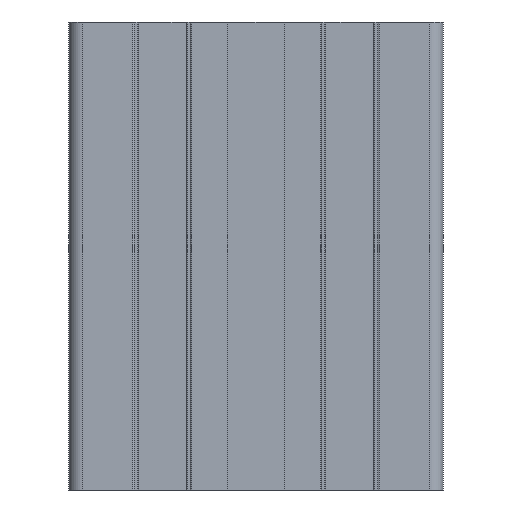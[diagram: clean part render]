
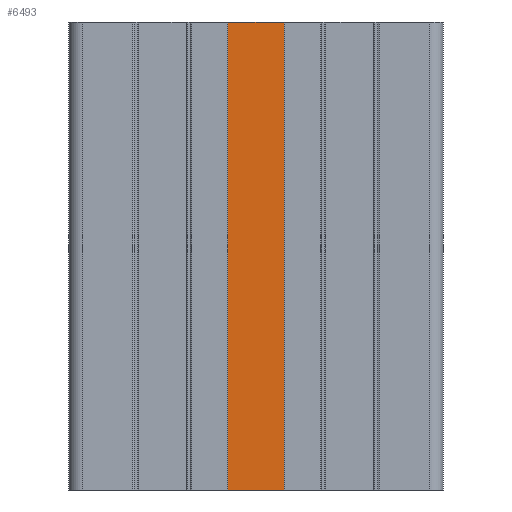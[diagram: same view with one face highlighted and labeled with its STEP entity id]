
A CAD part, left-side view. The second image highlights one B-rep face of the part: STEP entity #6493.
In plain terms, the highlighted planar face has unit normal (-1, 0, 0).
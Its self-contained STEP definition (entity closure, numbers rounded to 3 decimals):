
#85=PLANE('',#7025);
#339=FACE_OUTER_BOUND('',#687,.T.);
#687=EDGE_LOOP('',(#5301,#5302,#5303,#5304));
#1027=LINE('',#9370,#1811);
#1227=LINE('',#9948,#2011);
#1495=LINE('',#10612,#2279);
#1496=LINE('',#10614,#2280);
#1811=VECTOR('',#7441,12.);
#2011=VECTOR('',#7825,12.);
#2279=VECTOR('',#8387,100.);
#2280=VECTOR('',#8390,100.);
#2828=VERTEX_POINT('',#9367);
#2829=VERTEX_POINT('',#9369);
#3114=VERTEX_POINT('',#9945);
#3115=VERTEX_POINT('',#9947);
#3485=EDGE_CURVE('',#2828,#2829,#1027,.T.);
#3774=EDGE_CURVE('',#3114,#3115,#1227,.T.);
#4119=EDGE_CURVE('',#2829,#3114,#1495,.T.);
#4120=EDGE_CURVE('',#2828,#3115,#1496,.T.);
#5301=ORIENTED_EDGE('',*,*,#3774,.F.);
#5302=ORIENTED_EDGE('',*,*,#4119,.F.);
#5303=ORIENTED_EDGE('',*,*,#3485,.F.);
#5304=ORIENTED_EDGE('',*,*,#4120,.T.);
#6493=ADVANCED_FACE('',(#339),#85,.F.);
#7025=AXIS2_PLACEMENT_3D('',#10613,#8388,#8389);
#7441=DIRECTION('',(0.,-1.,0.));
#7825=DIRECTION('',(0.,1.,0.));
#8387=DIRECTION('',(0.,0.,-1.));
#8388=DIRECTION('center_axis',(1.,0.,0.));
#8389=DIRECTION('ref_axis',(0.,-1.,0.));
#8390=DIRECTION('',(0.,0.,-1.));
#9367=CARTESIAN_POINT('',(-39.,6.,100.));
#9369=CARTESIAN_POINT('',(-39.,-6.,100.));
#9370=CARTESIAN_POINT('',(-39.,3.,100.));
#9945=CARTESIAN_POINT('',(-39.,-6.,0.));
#9947=CARTESIAN_POINT('',(-39.,6.,0.));
#9948=CARTESIAN_POINT('',(-39.,3.,0.));
#10612=CARTESIAN_POINT('',(-39.,-6.,100.));
#10613=CARTESIAN_POINT('Origin',(-39.,6.,100.));
#10614=CARTESIAN_POINT('',(-39.,6.,100.));
